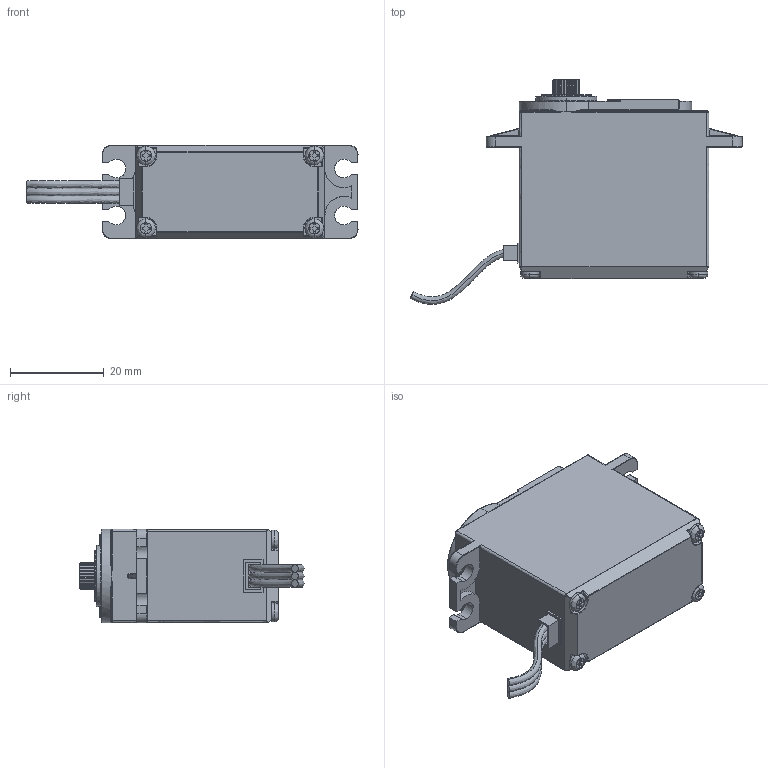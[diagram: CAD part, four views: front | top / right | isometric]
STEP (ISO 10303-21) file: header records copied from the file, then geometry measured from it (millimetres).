
FILE_DESCRIPTION (( 'STEP AP203' ), '1' );
FILE_NAME ('Servomotores negors grandes.STEP', '2024-09-04T00:58:45', ( '' ), ( '' ), 'SwSTEP 2.0', 'SolidWorks 2024', '' );
FILE_SCHEMA (( 'CONFIG_CONTROL_DESIGN' ));
Length unit declared in the file: millimetre
Products named in the file (7): MG995.IGS; Wire Boot.IGS; Wires.IGS; Shaft.IGS; Servomotores negors grandes; MG995 Assembly.IGS; pan head tapping screw_am_PHT 2x4x3.6-type I-D-N.IGS
Assembly tree (9 placements, depth 3):
  Servomotores negors grandes
    MG995 Assembly.IGS
      MG995.IGS
      Shaft.IGS
      Wire Boot.IGS
      Wires.IGS
      pan head tapping screw_am_PHT 2x4x3.6-type I-D-N.IGS  x4
Bounding box: 70.75 x 47.89 x 20 mm (x, y, z)
Volume: 30673.1 mm3; surface area: 8228.2 mm2
Topology: 10 solids, 10 shells, 675 faces, 1635 edges, 974 vertices
Faces by surface type: bspline 675
Entity records: 22029 total; most frequent: CARTESIAN_POINT 13444, ORIENTED_EDGE 2678, EDGE_CURVE 1339, B_SPLINE_CURVE_WITH_KNOTS 966, VERTEX_POINT 803, EDGE_LOOP 580, FACE_OUTER_BOUND 564, ADVANCED_FACE 564
